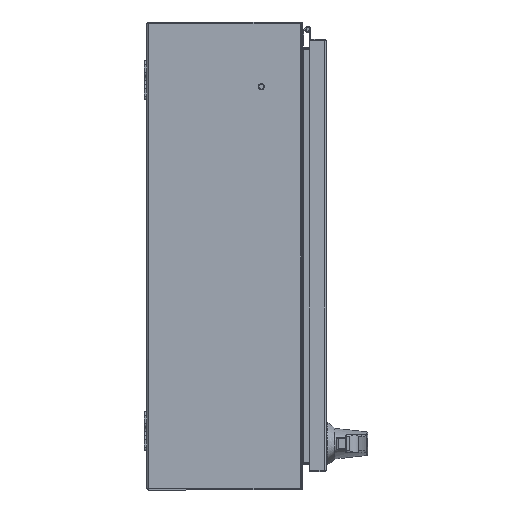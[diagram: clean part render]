
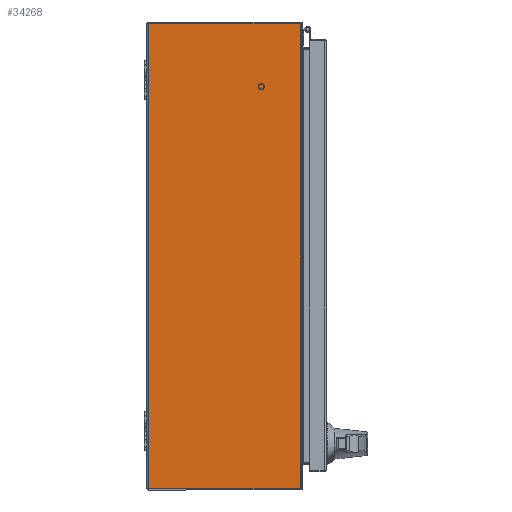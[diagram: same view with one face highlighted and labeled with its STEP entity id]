
A CAD part, front view. The second image highlights one B-rep face of the part: STEP entity #34268.
In plain terms, the highlighted face is planar.
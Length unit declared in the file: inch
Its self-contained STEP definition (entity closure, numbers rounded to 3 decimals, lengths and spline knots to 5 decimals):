
#4291 = VECTOR ( 'NONE', #55922, 39.37008 ) ;
#10451 = DIRECTION ( 'NONE',  ( 0., 0., 1. ) ) ;
#10737 = DIRECTION ( 'NONE',  ( -1., 0., 0. ) ) ;
#12702 = EDGE_CURVE ( 'NONE', #65241, #37738, #41765, .T. ) ;
#16320 = ORIENTED_EDGE ( 'NONE', *, *, #95426, .F. ) ;
#18219 = FACE_OUTER_BOUND ( 'NONE', #60756, .T. ) ;
#23121 = VERTEX_POINT ( 'NONE', #49521 ) ;
#23545 = DIRECTION ( 'NONE',  ( 0., 0., 1. ) ) ;
#23673 = VECTOR ( 'NONE', #95877, 39.37008 ) ;
#24633 = CARTESIAN_POINT ( 'NONE',  ( 11.82789, -7.85858, -12. ) ) ;
#25527 = EDGE_CURVE ( 'NONE', #90527, #92193, #98015, .T. ) ;
#28935 = DIRECTION ( 'NONE',  ( 0., -1., 0. ) ) ;
#31798 = CARTESIAN_POINT ( 'NONE',  ( 11.92789, 0., -12. ) ) ;
#33163 = LINE ( 'NONE', #67754, #87937 ) ;
#34268 = ADVANCED_FACE ( 'NONE', ( #18219 ), #102125, .F. ) ;
#36466 = CARTESIAN_POINT ( 'NONE',  ( -83.406, -7.892, -12. ) ) ;
#36470 = VECTOR ( 'NONE', #28935, 39.37008 ) ;
#37738 = VERTEX_POINT ( 'NONE', #40396 ) ;
#40396 = CARTESIAN_POINT ( 'NONE',  ( -11.92789, -7.85858, -12. ) ) ;
#40541 = CARTESIAN_POINT ( 'NONE',  ( 11.92214, -7.892, -12. ) ) ;
#41765 = LINE ( 'NONE', #71588, #36470 ) ;
#42273 = CARTESIAN_POINT ( 'NONE',  ( -11.92789, -0.108, -12. ) ) ;
#45580 = EDGE_CURVE ( 'NONE', #37738, #90527, #91157, .T. ) ;
#47742 = EDGE_CURVE ( 'NONE', #55169, #23121, #65670, .T. ) ;
#48377 = DIRECTION ( 'NONE',  ( 1., 0., 0. ) ) ;
#49521 = CARTESIAN_POINT ( 'NONE',  ( 11.92789, -0.108, -12. ) ) ;
#49752 = ORIENTED_EDGE ( 'NONE', *, *, #25527, .F. ) ;
#51743 = CARTESIAN_POINT ( 'NONE',  ( -11.82789, -7.85858, -12. ) ) ;
#55169 = VERTEX_POINT ( 'NONE', #81904 ) ;
#55922 = DIRECTION ( 'NONE',  ( 0., 1., 0. ) ) ;
#60756 = EDGE_LOOP ( 'NONE', ( #16320, #49752, #88992, #96421, #75497, #102010 ) ) ;
#65241 = VERTEX_POINT ( 'NONE', #42273 ) ;
#65670 = LINE ( 'NONE', #31798, #4291 ) ;
#67754 = CARTESIAN_POINT ( 'NONE',  ( 11.892, -0.108, -12. ) ) ;
#69579 = AXIS2_PLACEMENT_3D ( 'NONE', #94146, #93777, #93435 ) ;
#71230 = AXIS2_PLACEMENT_3D ( 'NONE', #24633, #23545, #48377 ) ;
#71588 = CARTESIAN_POINT ( 'NONE',  ( -11.92789, 0., -12. ) ) ;
#75384 = CARTESIAN_POINT ( 'NONE',  ( -11.92214, -7.892, -12. ) ) ;
#75497 = ORIENTED_EDGE ( 'NONE', *, *, #90698, .F. ) ;
#77519 = CIRCLE ( 'NONE', #71230, 0.1 ) ;
#81904 = CARTESIAN_POINT ( 'NONE',  ( 11.92789, -7.85858, -12. ) ) ;
#87937 = VECTOR ( 'NONE', #10737, 39.37008 ) ;
#88992 = ORIENTED_EDGE ( 'NONE', *, *, #45580, .F. ) ;
#89469 = AXIS2_PLACEMENT_3D ( 'NONE', #51743, #10451, #93601 ) ;
#90527 = VERTEX_POINT ( 'NONE', #75384 ) ;
#90698 = EDGE_CURVE ( 'NONE', #23121, #65241, #33163, .T. ) ;
#91157 = CIRCLE ( 'NONE', #89469, 0.1 ) ;
#92193 = VERTEX_POINT ( 'NONE', #40541 ) ;
#93435 = DIRECTION ( 'NONE',  ( 1., 0., 0. ) ) ;
#93601 = DIRECTION ( 'NONE',  ( -1., 0., 0. ) ) ;
#93777 = DIRECTION ( 'NONE',  ( 0., 0., 1. ) ) ;
#94146 = CARTESIAN_POINT ( 'NONE',  ( -83.406, 0., -12. ) ) ;
#95426 = EDGE_CURVE ( 'NONE', #92193, #55169, #77519, .T. ) ;
#95877 = DIRECTION ( 'NONE',  ( 1., 0., 0. ) ) ;
#96421 = ORIENTED_EDGE ( 'NONE', *, *, #12702, .F. ) ;
#98015 = LINE ( 'NONE', #36466, #23673 ) ;
#102010 = ORIENTED_EDGE ( 'NONE', *, *, #47742, .F. ) ;
#102125 = PLANE ( 'NONE',  #69579 ) ;
